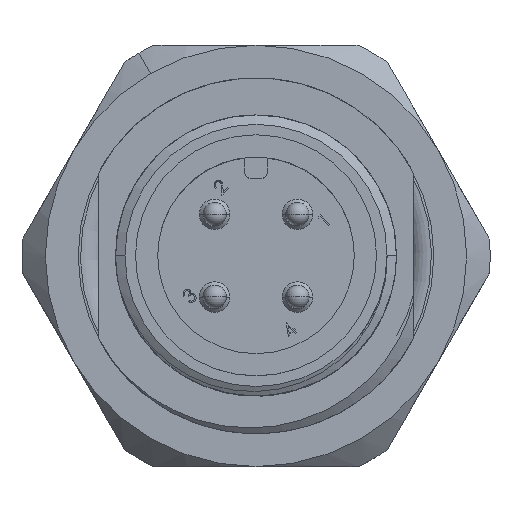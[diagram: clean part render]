
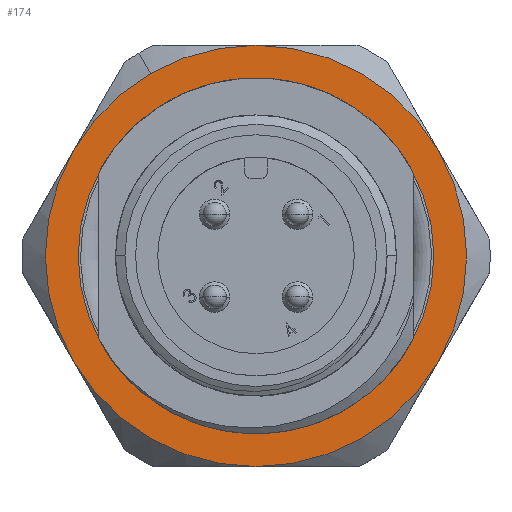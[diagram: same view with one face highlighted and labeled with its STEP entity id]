
A CAD part, top view. The second image highlights one B-rep face of the part: STEP entity #174.
In plain terms, the highlighted face is planar.
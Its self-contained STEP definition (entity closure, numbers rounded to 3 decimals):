
#174 = ADVANCED_FACE ( 'NONE', ( #8885, #8882 ), #12924, .F. ) ;
#547 = CARTESIAN_POINT ( 'NONE',  ( 0., 0., 0. ) ) ;
#548 = DIRECTION ( 'NONE',  ( 0., 0., 1. ) ) ;
#549 = DIRECTION ( 'NONE',  ( 1., 0., 0. ) ) ;
#555 = CARTESIAN_POINT ( 'NONE',  ( 0., 0., 0. ) ) ;
#556 = DIRECTION ( 'NONE',  ( 0., 0., -1. ) ) ;
#557 = DIRECTION ( 'NONE',  ( 1., 0., 0. ) ) ;
#664 = CARTESIAN_POINT ( 'NONE',  ( 0., 0., 0. ) ) ;
#665 = DIRECTION ( 'NONE',  ( 0., 0., -1. ) ) ;
#666 = DIRECTION ( 'NONE',  ( 1., 0., 0. ) ) ;
#675 = CARTESIAN_POINT ( 'NONE',  ( 0., 0., 0. ) ) ;
#676 = DIRECTION ( 'NONE',  ( 0., 0., -1. ) ) ;
#677 = DIRECTION ( 'NONE',  ( 1., 0., 0. ) ) ;
#684 = CARTESIAN_POINT ( 'NONE',  ( 0., 0., 0. ) ) ;
#685 = DIRECTION ( 'NONE',  ( 0., 0., -1. ) ) ;
#686 = DIRECTION ( 'NONE',  ( 1., 0., 0. ) ) ;
#709 = CARTESIAN_POINT ( 'NONE',  ( 0., 0., 0. ) ) ;
#710 = DIRECTION ( 'NONE',  ( 0., 0., -1. ) ) ;
#711 = DIRECTION ( 'NONE',  ( 1., 0., 0. ) ) ;
#720 = CARTESIAN_POINT ( 'NONE',  ( 0., 0., 0. ) ) ;
#721 = DIRECTION ( 'NONE',  ( 0., 0., -1. ) ) ;
#722 = DIRECTION ( 'NONE',  ( 1., 0., 0. ) ) ;
#737 = CARTESIAN_POINT ( 'NONE',  ( 0., 0., 0. ) ) ;
#738 = DIRECTION ( 'NONE',  ( 0., 0., -1. ) ) ;
#739 = DIRECTION ( 'NONE',  ( 1., 0., 0. ) ) ;
#750 = CARTESIAN_POINT ( 'NONE',  ( 0., 0., 0. ) ) ;
#751 = DIRECTION ( 'NONE',  ( 0., 0., 1. ) ) ;
#752 = DIRECTION ( 'NONE',  ( 1., 0., 0. ) ) ;
#7021 = CIRCLE ( 'NONE', #14785, 9. ) ;
#7035 = CIRCLE ( 'NONE', #14787, 7.6 ) ;
#7407 = VERTEX_POINT ( 'NONE', #15875 ) ;
#7442 = VERTEX_POINT ( 'NONE', #15910 ) ;
#7470 = VERTEX_POINT ( 'NONE', #15932 ) ;
#7488 = VERTEX_POINT ( 'NONE', #15950 ) ;
#7506 = VERTEX_POINT ( 'NONE', #15968 ) ;
#7514 = VERTEX_POINT ( 'NONE', #15976 ) ;
#7994 = AXIS2_PLACEMENT_3D ( 'NONE', #12918, #12926, #12927 ) ;
#8583 = EDGE_CURVE ( 'NONE', #7470, #7407, #7035, .T. ) ;
#8586 = EDGE_CURVE ( 'NONE', #7506, #7514, #7021, .T. ) ;
#8627 = EDGE_CURVE ( 'NONE', #11846, #7442, #14385, .T. ) ;
#8629 = EDGE_CURVE ( 'NONE', #7442, #7506, #14507, .T. ) ;
#8631 = EDGE_CURVE ( 'NONE', #7514, #11912, #14278, .T. ) ;
#8635 = EDGE_CURVE ( 'NONE', #11912, #11828, #14218, .T. ) ;
#8637 = EDGE_CURVE ( 'NONE', #11828, #7488, #14619, .T. ) ;
#8640 = EDGE_CURVE ( 'NONE', #7488, #11846, #14621, .T. ) ;
#8643 = EDGE_CURVE ( 'NONE', #7407, #7470, #14620, .T. ) ;
#8882 = FACE_BOUND ( 'NONE', #9987, .T. ) ;
#8885 = FACE_OUTER_BOUND ( 'NONE', #9989, .T. ) ;
#9987 = EDGE_LOOP ( 'NONE', ( #11393, #11396 ) ) ;
#9989 = EDGE_LOOP ( 'NONE', ( #11373, #11378, #11380, #11382, #11384, #11388, #11390 ) ) ;
#11373 = ORIENTED_EDGE ( 'NONE', *, *, #8635, .T. ) ;
#11378 = ORIENTED_EDGE ( 'NONE', *, *, #8637, .T. ) ;
#11380 = ORIENTED_EDGE ( 'NONE', *, *, #8640, .T. ) ;
#11382 = ORIENTED_EDGE ( 'NONE', *, *, #8627, .T. ) ;
#11384 = ORIENTED_EDGE ( 'NONE', *, *, #8629, .T. ) ;
#11388 = ORIENTED_EDGE ( 'NONE', *, *, #8586, .T. ) ;
#11390 = ORIENTED_EDGE ( 'NONE', *, *, #8631, .T. ) ;
#11393 = ORIENTED_EDGE ( 'NONE', *, *, #8643, .T. ) ;
#11396 = ORIENTED_EDGE ( 'NONE', *, *, #8583, .T. ) ;
#11596 = CARTESIAN_POINT ( 'NONE',  ( -7.794, -4.5, 0. ) ) ;
#11601 = CARTESIAN_POINT ( 'NONE',  ( 0., 9., 0. ) ) ;
#11642 = CARTESIAN_POINT ( 'NONE',  ( 0., -9., 0. ) ) ;
#11828 = VERTEX_POINT ( 'NONE', #11596 ) ;
#11846 = VERTEX_POINT ( 'NONE', #11601 ) ;
#11912 = VERTEX_POINT ( 'NONE', #11642 ) ;
#12918 = CARTESIAN_POINT ( 'NONE',  ( 0., 0., 0. ) ) ;
#12924 = PLANE ( 'NONE',  #7994 ) ;
#12926 = DIRECTION ( 'NONE',  ( 0., 0., 1. ) ) ;
#12927 = DIRECTION ( 'NONE',  ( 1., 0., 0. ) ) ;
#14218 = CIRCLE ( 'NONE', #14792, 9. ) ;
#14278 = CIRCLE ( 'NONE', #14793, 9. ) ;
#14385 = CIRCLE ( 'NONE', #14789, 9. ) ;
#14507 = CIRCLE ( 'NONE', #14788, 9. ) ;
#14619 = CIRCLE ( 'NONE', #14795, 9. ) ;
#14620 = CIRCLE ( 'NONE', #14797, 7.6 ) ;
#14621 = CIRCLE ( 'NONE', #14794, 9. ) ;
#14785 = AXIS2_PLACEMENT_3D ( 'NONE', #555, #556, #557 ) ;
#14787 = AXIS2_PLACEMENT_3D ( 'NONE', #547, #548, #549 ) ;
#14788 = AXIS2_PLACEMENT_3D ( 'NONE', #675, #676, #677 ) ;
#14789 = AXIS2_PLACEMENT_3D ( 'NONE', #664, #665, #666 ) ;
#14792 = AXIS2_PLACEMENT_3D ( 'NONE', #709, #710, #711 ) ;
#14793 = AXIS2_PLACEMENT_3D ( 'NONE', #684, #685, #686 ) ;
#14794 = AXIS2_PLACEMENT_3D ( 'NONE', #737, #738, #739 ) ;
#14795 = AXIS2_PLACEMENT_3D ( 'NONE', #720, #721, #722 ) ;
#14797 = AXIS2_PLACEMENT_3D ( 'NONE', #750, #751, #752 ) ;
#15875 = CARTESIAN_POINT ( 'NONE',  ( 7.6, 0., 0. ) ) ;
#15910 = CARTESIAN_POINT ( 'NONE',  ( 7.794, 4.5, 0. ) ) ;
#15932 = CARTESIAN_POINT ( 'NONE',  ( -7.6, 0., 0. ) ) ;
#15950 = CARTESIAN_POINT ( 'NONE',  ( -7.794, 4.5, 0. ) ) ;
#15968 = CARTESIAN_POINT ( 'NONE',  ( 9., 0., 0. ) ) ;
#15976 = CARTESIAN_POINT ( 'NONE',  ( 7.794, -4.5, 0. ) ) ;
